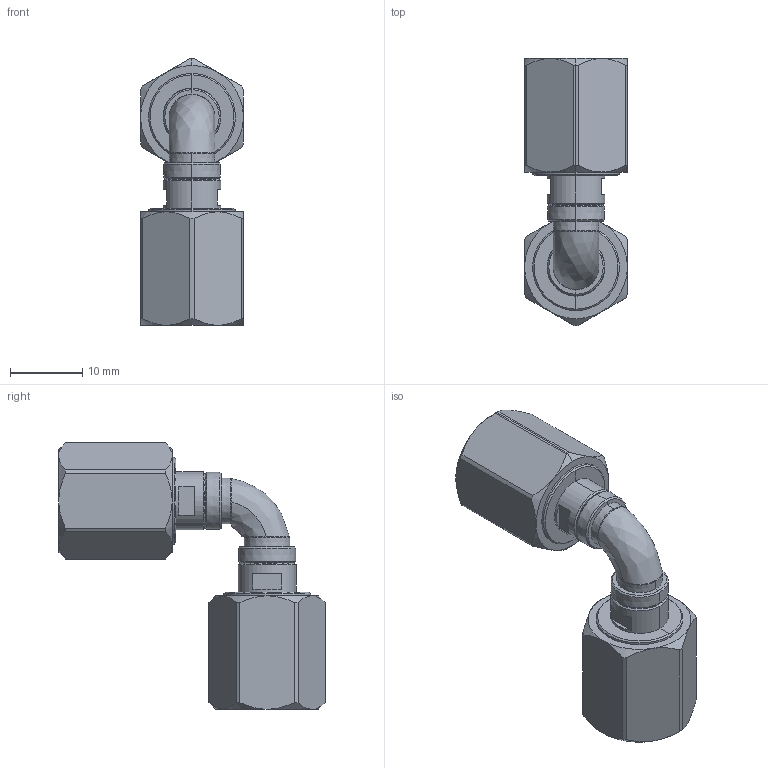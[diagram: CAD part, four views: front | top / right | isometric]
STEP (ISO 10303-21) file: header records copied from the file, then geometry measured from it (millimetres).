
FILE_DESCRIPTION (( 'STEP AP214' ), '1' );
FILE_NAME ('FMAD91790_3D.step', '2024-05-06T23:07:25', ( '' ), ( '' ), 'SwSTEP 2.0', 'SolidWorks 2022', '' );
FILE_SCHEMA (( 'AUTOMOTIVE_DESIGN' ));
Length unit declared in the file: inch
Products named in the file (4): FMAD91790_3D; TNC M^112-R047.188(2)_FMAD91790; TNC 彎管^112-R047.188(2)_FMAD91790; 112-R047.188(2)^FMAD91790
Assembly tree (4 placements, depth 3):
  FMAD91790_3D
    112-R047.188(2)^FMAD91790
      TNC M^112-R047.188(2)_FMAD91790  x2
      TNC 彎管^112-R047.188(2)_FMAD91790
Bounding box: 14.22 x 36.85 x 36.85 mm (x, y, z)
Volume: 5582.2 mm3; surface area: 4137.9 mm2
Topology: 3 solids, 3 shells, 186 faces, 392 edges, 230 vertices
Faces by surface type: cone 84, cylinder 54, plane 46, bspline 2
Entity records: 3363 total; most frequent: CARTESIAN_POINT 1140, DIRECTION 481, ORIENTED_EDGE 406, AXIS2_PLACEMENT_3D 204, EDGE_CURVE 203, VERTEX_POINT 121, EDGE_LOOP 110, CIRCLE 100
